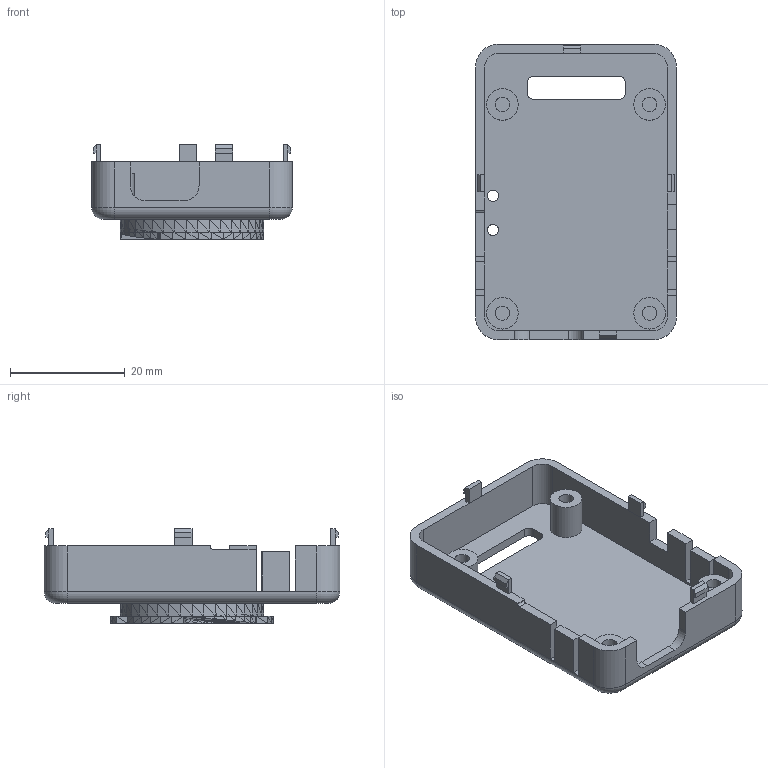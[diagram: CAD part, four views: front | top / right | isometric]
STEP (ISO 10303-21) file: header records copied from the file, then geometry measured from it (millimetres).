
FILE_DESCRIPTION(('FreeCAD Model'),'2;1');
FILE_NAME('Open CASCADE Shape Model','2023-03-21T18:40:47',(''),(''), 'Open CASCADE STEP processor 7.6','FreeCAD','Unknown');
FILE_SCHEMA(('AUTOMOTIVE_DESIGN { 1 0 10303 214 1 1 1 1 }'));
Length unit declared in the file: millimetre
Products named in the file (3): trick_tracker_case2; WahooAdapterBody; Body
Assembly tree (2 placements, depth 2):
  trick_tracker_case2
    WahooAdapterBody
    Body
Bounding box: 35 x 51.5 x 16.5 mm (x, y, z)
Volume: 5060.7 mm3; surface area: 9270.5 mm2
Topology: 1 solids, 651 shells, 771 faces, 2251 edges, 2140 vertices
Faces by surface type: plane 738, cylinder 29, torus 4
Full cylindrical faces by diameter (mm): 1.924 x1, 1.999 x1, 2.5 x4, 5.5 x4
Entity records: 32864 total; most frequent: CARTESIAN_POINT 5165, DIRECTION 3861, ORIENTED_EDGE 2552, EDGE_CURVE 2251, LINE 2189, VECTOR 2189, VERTEX_POINT 2140, AXIS2_PLACEMENT_3D 836
